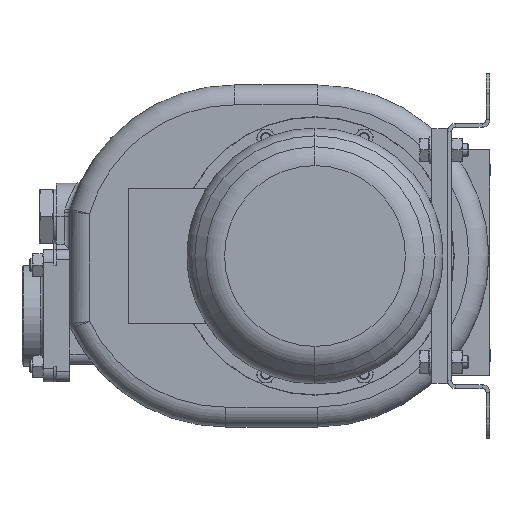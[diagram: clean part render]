
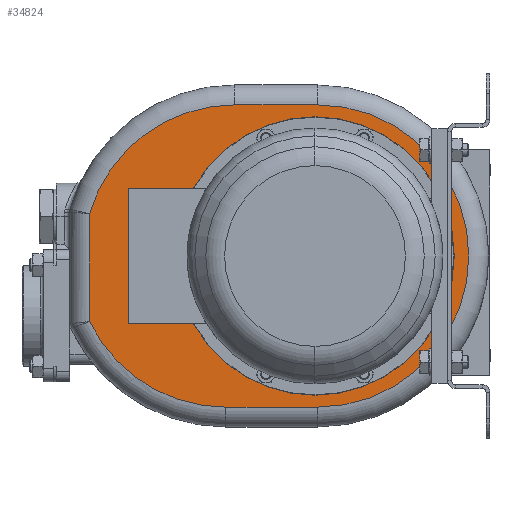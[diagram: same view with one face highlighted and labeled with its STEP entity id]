
A CAD part, left-side view. The second image highlights one B-rep face of the part: STEP entity #34824.
In plain terms, the highlighted planar face has unit normal (-1, 0, 0).
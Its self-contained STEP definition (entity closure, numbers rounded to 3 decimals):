
#7189=DIRECTION('',(0.,0.,-1.));
#7190=VECTOR('',#7189,81.441);
#7191=CARTESIAN_POINT('',(-91.,302.,32.012));
#7192=LINE('',#7191,#7190);
#7193=CARTESIAN_POINT('',(-91.,192.587,0.));
#7194=DIRECTION('',(-1.,0.,0.));
#7195=DIRECTION('',(0.,0.,1.));
#7196=AXIS2_PLACEMENT_3D('',#7193,#7194,#7195);
#7198=DIRECTION('',(0.,1.,0.));
#7199=VECTOR('',#7198,62.587);
#7200=CARTESIAN_POINT('',(-91.,130.,114.));
#7201=LINE('',#7200,#7199);
#7202=CARTESIAN_POINT('',(-91.,130.,0.));
#7203=DIRECTION('',(-1.,0.,0.));
#7204=DIRECTION('',(0.,0.,-1.));
#7205=AXIS2_PLACEMENT_3D('',#7202,#7203,#7204);
#7207=DIRECTION('',(0.,-1.,0.));
#7208=VECTOR('',#7207,69.273);
#7209=CARTESIAN_POINT('',(-91.,199.273,-114.));
#7210=LINE('',#7209,#7208);
#7211=CARTESIAN_POINT('',(-91.,199.273,0.));
#7212=DIRECTION('',(-1.,0.,0.));
#7213=DIRECTION('',(0.,0.901,-0.434));
#7214=AXIS2_PLACEMENT_3D('',#7211,#7212,#7213);
#7216=CARTESIAN_POINT('',(-91.,132.,0.));
#7217=DIRECTION('',(-1.,0.,0.));
#7218=DIRECTION('',(0.,0.,-1.));
#7219=AXIS2_PLACEMENT_3D('',#7216,#7217,#7218);
#7221=CARTESIAN_POINT('',(-91.,132.,0.));
#7222=DIRECTION('',(-1.,0.,0.));
#7223=DIRECTION('',(0.,0.,1.));
#7224=AXIS2_PLACEMENT_3D('',#7221,#7222,#7223);
#7226=CARTESIAN_POINT('',(-91.,95.071,-89.154));
#7227=DIRECTION('',(1.,0.,0.));
#7228=DIRECTION('',(0.,1.,0.));
#7229=AXIS2_PLACEMENT_3D('',#7226,#7227,#7228);
#7231=CARTESIAN_POINT('',(-91.,95.071,-89.154));
#7232=DIRECTION('',(1.,0.,0.));
#7233=DIRECTION('',(0.,-1.,0.));
#7234=AXIS2_PLACEMENT_3D('',#7231,#7232,#7233);
#7236=CARTESIAN_POINT('',(-91.,42.846,-36.929));
#7237=DIRECTION('',(1.,0.,0.));
#7238=DIRECTION('',(0.,1.,0.));
#7239=AXIS2_PLACEMENT_3D('',#7236,#7237,#7238);
#7241=CARTESIAN_POINT('',(-91.,42.846,-36.929));
#7242=DIRECTION('',(1.,0.,0.));
#7243=DIRECTION('',(0.,-1.,0.));
#7244=AXIS2_PLACEMENT_3D('',#7241,#7242,#7243);
#7246=CARTESIAN_POINT('',(-91.,42.846,36.929));
#7247=DIRECTION('',(1.,0.,0.));
#7248=DIRECTION('',(0.,1.,0.));
#7249=AXIS2_PLACEMENT_3D('',#7246,#7247,#7248);
#7251=CARTESIAN_POINT('',(-91.,42.846,36.929));
#7252=DIRECTION('',(1.,0.,0.));
#7253=DIRECTION('',(0.,-1.,0.));
#7254=AXIS2_PLACEMENT_3D('',#7251,#7252,#7253);
#7256=CARTESIAN_POINT('',(-91.,95.071,89.154));
#7257=DIRECTION('',(1.,0.,0.));
#7258=DIRECTION('',(0.,1.,0.));
#7259=AXIS2_PLACEMENT_3D('',#7256,#7257,#7258);
#7261=CARTESIAN_POINT('',(-91.,95.071,89.154));
#7262=DIRECTION('',(1.,0.,0.));
#7263=DIRECTION('',(0.,-1.,0.));
#7264=AXIS2_PLACEMENT_3D('',#7261,#7262,#7263);
#7266=CARTESIAN_POINT('',(-91.,168.929,89.154));
#7267=DIRECTION('',(1.,0.,0.));
#7268=DIRECTION('',(0.,1.,0.));
#7269=AXIS2_PLACEMENT_3D('',#7266,#7267,#7268);
#7271=CARTESIAN_POINT('',(-91.,168.929,89.154));
#7272=DIRECTION('',(1.,0.,0.));
#7273=DIRECTION('',(0.,-1.,0.));
#7274=AXIS2_PLACEMENT_3D('',#7271,#7272,#7273);
#7276=CARTESIAN_POINT('',(-91.,221.154,36.929));
#7277=DIRECTION('',(1.,0.,0.));
#7278=DIRECTION('',(0.,1.,0.));
#7279=AXIS2_PLACEMENT_3D('',#7276,#7277,#7278);
#7281=CARTESIAN_POINT('',(-91.,221.154,36.929));
#7282=DIRECTION('',(1.,0.,0.));
#7283=DIRECTION('',(0.,-1.,0.));
#7284=AXIS2_PLACEMENT_3D('',#7281,#7282,#7283);
#7286=CARTESIAN_POINT('',(-91.,221.154,-36.929));
#7287=DIRECTION('',(1.,0.,0.));
#7288=DIRECTION('',(0.,1.,0.));
#7289=AXIS2_PLACEMENT_3D('',#7286,#7287,#7288);
#7291=CARTESIAN_POINT('',(-91.,221.154,-36.929));
#7292=DIRECTION('',(1.,0.,0.));
#7293=DIRECTION('',(0.,-1.,0.));
#7294=AXIS2_PLACEMENT_3D('',#7291,#7292,#7293);
#7296=CARTESIAN_POINT('',(-91.,168.929,-89.154));
#7297=DIRECTION('',(1.,0.,0.));
#7298=DIRECTION('',(0.,1.,0.));
#7299=AXIS2_PLACEMENT_3D('',#7296,#7297,#7298);
#7301=CARTESIAN_POINT('',(-91.,168.929,-89.154));
#7302=DIRECTION('',(1.,0.,0.));
#7303=DIRECTION('',(0.,-1.,0.));
#7304=AXIS2_PLACEMENT_3D('',#7301,#7302,#7303);
#26892=CARTESIAN_POINT('',(-91.,302.,32.012));
#26893=CARTESIAN_POINT('',(-91.,302.,-49.428));
#26894=VERTEX_POINT('',#26892);
#26895=VERTEX_POINT('',#26893);
#26896=CARTESIAN_POINT('',(-91.,199.273,-114.));
#26897=VERTEX_POINT('',#26896);
#26902=CARTESIAN_POINT('',(-91.,130.,-114.));
#26903=VERTEX_POINT('',#26902);
#26906=CARTESIAN_POINT('',(-91.,130.,114.));
#26907=VERTEX_POINT('',#26906);
#26910=CARTESIAN_POINT('',(-91.,192.587,114.));
#26911=VERTEX_POINT('',#26910);
#27383=CARTESIAN_POINT('',(-91.,132.,-86.));
#27384=CARTESIAN_POINT('',(-91.,132.,86.));
#27385=VERTEX_POINT('',#27383);
#27386=VERTEX_POINT('',#27384);
#27759=CARTESIAN_POINT('',(-91.,99.571,-89.154));
#27760=CARTESIAN_POINT('',(-91.,90.571,-89.154));
#27761=VERTEX_POINT('',#27759);
#27762=VERTEX_POINT('',#27760);
#27779=CARTESIAN_POINT('',(-91.,47.346,-36.929));
#27780=CARTESIAN_POINT('',(-91.,38.346,-36.929));
#27781=VERTEX_POINT('',#27779);
#27782=VERTEX_POINT('',#27780);
#27799=CARTESIAN_POINT('',(-91.,47.346,36.929));
#27800=CARTESIAN_POINT('',(-91.,38.346,36.929));
#27801=VERTEX_POINT('',#27799);
#27802=VERTEX_POINT('',#27800);
#27819=CARTESIAN_POINT('',(-91.,99.571,89.154));
#27820=CARTESIAN_POINT('',(-91.,90.571,89.154));
#27821=VERTEX_POINT('',#27819);
#27822=VERTEX_POINT('',#27820);
#27839=CARTESIAN_POINT('',(-91.,173.429,89.154));
#27840=CARTESIAN_POINT('',(-91.,164.429,89.154));
#27841=VERTEX_POINT('',#27839);
#27842=VERTEX_POINT('',#27840);
#27859=CARTESIAN_POINT('',(-91.,225.654,36.929));
#27860=CARTESIAN_POINT('',(-91.,216.654,36.929));
#27861=VERTEX_POINT('',#27859);
#27862=VERTEX_POINT('',#27860);
#27879=CARTESIAN_POINT('',(-91.,225.654,-36.929));
#27880=CARTESIAN_POINT('',(-91.,216.654,-36.929));
#27881=VERTEX_POINT('',#27879);
#27882=VERTEX_POINT('',#27880);
#27899=CARTESIAN_POINT('',(-91.,173.429,-89.154));
#27900=CARTESIAN_POINT('',(-91.,164.429,-89.154));
#27901=VERTEX_POINT('',#27899);
#27902=VERTEX_POINT('',#27900);
#34752=CARTESIAN_POINT('',(-91.,132.,0.));
#34753=DIRECTION('',(1.,0.,0.));
#34754=DIRECTION('',(0.,0.,1.));
#34755=AXIS2_PLACEMENT_3D('',#34752,#34753,#34754);
#34756=PLANE('',#34755);
#34758=ORIENTED_EDGE('',*,*,#34757,.F.);
#34760=ORIENTED_EDGE('',*,*,#34759,.F.);
#34762=ORIENTED_EDGE('',*,*,#34761,.F.);
#34764=ORIENTED_EDGE('',*,*,#34763,.F.);
#34765=ORIENTED_EDGE('',*,*,#34742,.F.);
#34767=ORIENTED_EDGE('',*,*,#34766,.F.);
#34768=EDGE_LOOP('',(#34758,#34760,#34762,#34764,#34765,#34767));
#34769=FACE_OUTER_BOUND('',#34768,.F.);
#34771=ORIENTED_EDGE('',*,*,#34770,.T.);
#34773=ORIENTED_EDGE('',*,*,#34772,.T.);
#34774=EDGE_LOOP('',(#34771,#34773));
#34775=FACE_BOUND('',#34774,.F.);
#34777=ORIENTED_EDGE('',*,*,#34776,.F.);
#34779=ORIENTED_EDGE('',*,*,#34778,.F.);
#34780=EDGE_LOOP('',(#34777,#34779));
#34781=FACE_BOUND('',#34780,.F.);
#34783=ORIENTED_EDGE('',*,*,#34782,.F.);
#34785=ORIENTED_EDGE('',*,*,#34784,.F.);
#34786=EDGE_LOOP('',(#34783,#34785));
#34787=FACE_BOUND('',#34786,.F.);
#34789=ORIENTED_EDGE('',*,*,#34788,.F.);
#34791=ORIENTED_EDGE('',*,*,#34790,.F.);
#34792=EDGE_LOOP('',(#34789,#34791));
#34793=FACE_BOUND('',#34792,.F.);
#34795=ORIENTED_EDGE('',*,*,#34794,.F.);
#34797=ORIENTED_EDGE('',*,*,#34796,.F.);
#34798=EDGE_LOOP('',(#34795,#34797));
#34799=FACE_BOUND('',#34798,.F.);
#34801=ORIENTED_EDGE('',*,*,#34800,.F.);
#34803=ORIENTED_EDGE('',*,*,#34802,.F.);
#34804=EDGE_LOOP('',(#34801,#34803));
#34805=FACE_BOUND('',#34804,.F.);
#34807=ORIENTED_EDGE('',*,*,#34806,.F.);
#34809=ORIENTED_EDGE('',*,*,#34808,.F.);
#34810=EDGE_LOOP('',(#34807,#34809));
#34811=FACE_BOUND('',#34810,.F.);
#34813=ORIENTED_EDGE('',*,*,#34812,.F.);
#34815=ORIENTED_EDGE('',*,*,#34814,.F.);
#34816=EDGE_LOOP('',(#34813,#34815));
#34817=FACE_BOUND('',#34816,.F.);
#34819=ORIENTED_EDGE('',*,*,#34818,.F.);
#34821=ORIENTED_EDGE('',*,*,#34820,.F.);
#34822=EDGE_LOOP('',(#34819,#34821));
#34823=FACE_BOUND('',#34822,.F.);
#34824=ADVANCED_FACE('',(#34769,#34775,#34781,#34787,#34793,#34799,#34805,
#34811,#34817,#34823),#34756,.F.);
#7197=CIRCLE('',#7196,114.);
#7206=CIRCLE('',#7205,114.);
#7215=CIRCLE('',#7214,114.);
#7220=CIRCLE('',#7219,86.);
#7225=CIRCLE('',#7224,86.);
#7230=CIRCLE('',#7229,4.5);
#7235=CIRCLE('',#7234,4.5);
#7240=CIRCLE('',#7239,4.5);
#7245=CIRCLE('',#7244,4.5);
#7250=CIRCLE('',#7249,4.5);
#7255=CIRCLE('',#7254,4.5);
#7260=CIRCLE('',#7259,4.5);
#7265=CIRCLE('',#7264,4.5);
#7270=CIRCLE('',#7269,4.5);
#7275=CIRCLE('',#7274,4.5);
#7280=CIRCLE('',#7279,4.5);
#7285=CIRCLE('',#7284,4.5);
#7290=CIRCLE('',#7289,4.5);
#7295=CIRCLE('',#7294,4.5);
#7300=CIRCLE('',#7299,4.5);
#7305=CIRCLE('',#7304,4.5);
#34742=EDGE_CURVE('',#26897,#26903,#7210,.T.);
#34757=EDGE_CURVE('',#26894,#26895,#7192,.T.);
#34759=EDGE_CURVE('',#26911,#26894,#7197,.T.);
#34761=EDGE_CURVE('',#26907,#26911,#7201,.T.);
#34763=EDGE_CURVE('',#26903,#26907,#7206,.T.);
#34766=EDGE_CURVE('',#26895,#26897,#7215,.T.);
#34770=EDGE_CURVE('',#27385,#27386,#7220,.T.);
#34772=EDGE_CURVE('',#27386,#27385,#7225,.T.);
#34776=EDGE_CURVE('',#27761,#27762,#7230,.T.);
#34778=EDGE_CURVE('',#27762,#27761,#7235,.T.);
#34782=EDGE_CURVE('',#27781,#27782,#7240,.T.);
#34784=EDGE_CURVE('',#27782,#27781,#7245,.T.);
#34788=EDGE_CURVE('',#27801,#27802,#7250,.T.);
#34790=EDGE_CURVE('',#27802,#27801,#7255,.T.);
#34794=EDGE_CURVE('',#27821,#27822,#7260,.T.);
#34796=EDGE_CURVE('',#27822,#27821,#7265,.T.);
#34800=EDGE_CURVE('',#27841,#27842,#7270,.T.);
#34802=EDGE_CURVE('',#27842,#27841,#7275,.T.);
#34806=EDGE_CURVE('',#27861,#27862,#7280,.T.);
#34808=EDGE_CURVE('',#27862,#27861,#7285,.T.);
#34812=EDGE_CURVE('',#27881,#27882,#7290,.T.);
#34814=EDGE_CURVE('',#27882,#27881,#7295,.T.);
#34818=EDGE_CURVE('',#27901,#27902,#7300,.T.);
#34820=EDGE_CURVE('',#27902,#27901,#7305,.T.);
